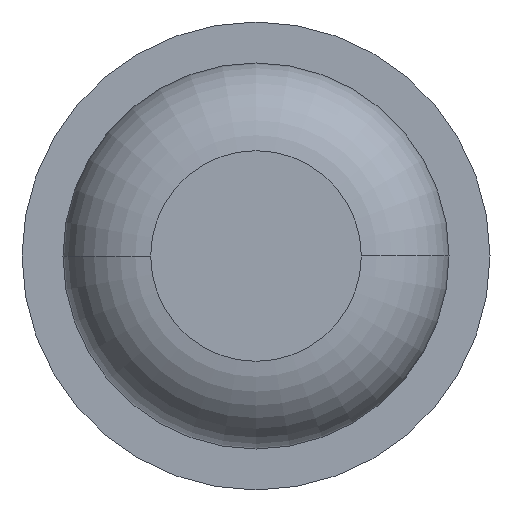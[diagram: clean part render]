
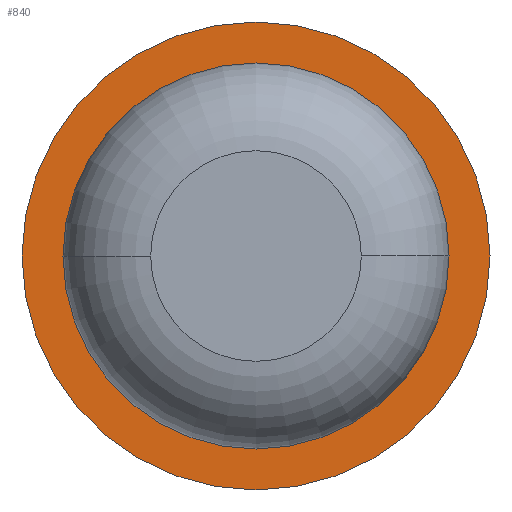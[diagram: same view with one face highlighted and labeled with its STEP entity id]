
A CAD part, front view. The second image highlights one B-rep face of the part: STEP entity #840.
In plain terms, the highlighted planar face has unit normal (0, -1, 0).
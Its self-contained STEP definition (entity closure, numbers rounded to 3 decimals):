
#28 = VERTEX_POINT ( 'NONE', #5121 ) ;
#37 = CARTESIAN_POINT ( 'NONE',  ( -1., -5., 0. ) ) ;
#100 = VERTEX_POINT ( 'NONE', #37 ) ;
#294 = EDGE_LOOP ( 'NONE', ( #1040, #3509 ) ) ;
#347 = DIRECTION ( 'NONE',  ( 0., 1., 0. ) ) ;
#380 = DIRECTION ( 'NONE',  ( -1., 0., 0. ) ) ;
#433 = CARTESIAN_POINT ( 'NONE',  ( 0., -5., 0. ) ) ;
#528 = CARTESIAN_POINT ( 'NONE',  ( -0.825, -5., 0. ) ) ;
#578 = AXIS2_PLACEMENT_3D ( 'NONE', #1226, #2517, #5120 ) ;
#663 = AXIS2_PLACEMENT_3D ( 'NONE', #1261, #2047, #2486 ) ;
#840 = ADVANCED_FACE ( 'Defeature ausgef�hrt1_5', ( #2532, #4879 ), #3759, .F. ) ;
#1040 = ORIENTED_EDGE ( 'NONE', *, *, #4840, .F. ) ;
#1088 = CIRCLE ( 'NONE', #578, 0.825 ) ;
#1150 = CIRCLE ( 'NONE', #5461, 1. ) ;
#1226 = CARTESIAN_POINT ( 'NONE',  ( 0., -5., 0. ) ) ;
#1261 = CARTESIAN_POINT ( 'NONE',  ( 0., -5., 0. ) ) ;
#1537 = CIRCLE ( 'NONE', #663, 0.825 ) ;
#1794 = CIRCLE ( 'NONE', #4314, 1. ) ;
#1888 = DIRECTION ( 'NONE',  ( -1., 0., 0. ) ) ;
#1951 = VERTEX_POINT ( 'NONE', #4172 ) ;
#2047 = DIRECTION ( 'NONE',  ( 0., 1., 0. ) ) ;
#2394 = EDGE_CURVE ( 'Defeature ausgef�hrt1_6+Defeature ausgef�hrt1_5+Defeature ausgef�hrt1_5+Defeature ausgef�hrt1_5', #1951, #100, #1794, .T. ) ;
#2486 = DIRECTION ( 'NONE',  ( -1., 0., 0. ) ) ;
#2517 = DIRECTION ( 'NONE',  ( 0., 1., 0. ) ) ;
#2532 = FACE_OUTER_BOUND ( 'NONE', #294, .T. ) ;
#2729 = EDGE_LOOP ( 'NONE', ( #3219, #5318 ) ) ;
#3219 = ORIENTED_EDGE ( 'NONE', *, *, #4584, .T. ) ;
#3377 = DIRECTION ( 'NONE',  ( 0., 1., 0. ) ) ;
#3509 = ORIENTED_EDGE ( 'NONE', *, *, #2394, .F. ) ;
#3541 = EDGE_CURVE ( 'Defeature ausgef�hrt1_5+Defeature ausgef�hrt1_0+Defeature ausgef�hrt1_0+Defeature ausgef�hrt1_0', #28, #5358, #1088, .T. ) ;
#3759 = PLANE ( 'NONE',  #5149 ) ;
#4172 = CARTESIAN_POINT ( 'NONE',  ( 1., -5., 0. ) ) ;
#4314 = AXIS2_PLACEMENT_3D ( 'NONE', #433, #3377, #380 ) ;
#4380 = CARTESIAN_POINT ( 'NONE',  ( 0., -5., 0. ) ) ;
#4584 = EDGE_CURVE ( 'Defeature ausgef�hrt1_5+Defeature ausgef�hrt1_0+Defeature ausgef�hrt1_0+Defeature ausgef�hrt1_0', #5358, #28, #1537, .T. ) ;
#4840 = EDGE_CURVE ( 'Defeature ausgef�hrt1_6+Defeature ausgef�hrt1_5+Defeature ausgef�hrt1_5+Defeature ausgef�hrt1_5', #100, #1951, #1150, .T. ) ;
#4879 = FACE_BOUND ( 'NONE', #2729, .T. ) ;
#5120 = DIRECTION ( 'NONE',  ( -1., 0., 0. ) ) ;
#5121 = CARTESIAN_POINT ( 'NONE',  ( 0.825, -5., 0. ) ) ;
#5149 = AXIS2_PLACEMENT_3D ( 'NONE', #5534, #347, #5516 ) ;
#5303 = DIRECTION ( 'NONE',  ( 0., 1., 0. ) ) ;
#5318 = ORIENTED_EDGE ( 'NONE', *, *, #3541, .T. ) ;
#5358 = VERTEX_POINT ( 'NONE', #528 ) ;
#5461 = AXIS2_PLACEMENT_3D ( 'NONE', #4380, #5303, #1888 ) ;
#5516 = DIRECTION ( 'NONE',  ( -1., 0., 0. ) ) ;
#5534 = CARTESIAN_POINT ( 'NONE',  ( 0.825, -5., 0. ) ) ;
